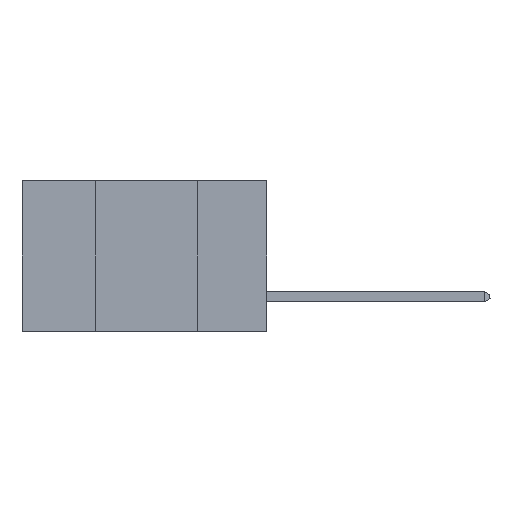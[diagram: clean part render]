
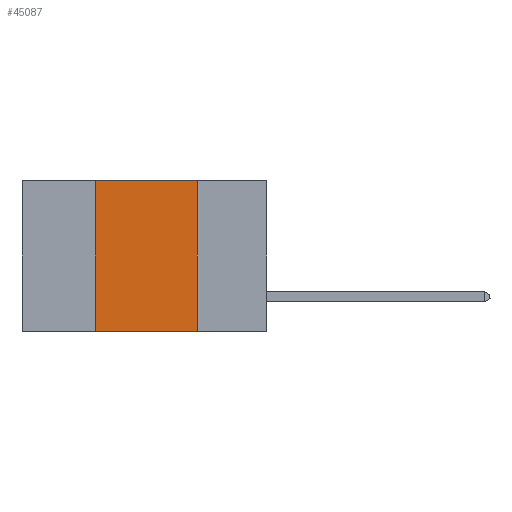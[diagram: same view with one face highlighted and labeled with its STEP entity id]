
A CAD part, left-side view. The second image highlights one B-rep face of the part: STEP entity #45087.
In plain terms, the highlighted planar face has unit normal (-1, 0, 0).
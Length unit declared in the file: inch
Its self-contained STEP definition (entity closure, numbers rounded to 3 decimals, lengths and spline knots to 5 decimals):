
#1653 = CARTESIAN_POINT ( 'NONE',  ( 0., 0.6, 0. ) ) ;
#2505 = ORIENTED_EDGE ( 'NONE', *, *, #15234, .F. ) ;
#2985 = CARTESIAN_POINT ( 'NONE',  ( 0., 0.6, 0. ) ) ;
#3137 = VECTOR ( 'NONE', #22268, 39.37008 ) ;
#6167 = CARTESIAN_POINT ( 'NONE',  ( 0., 0.17, 0. ) ) ;
#6902 = VECTOR ( 'NONE', #47154, 39.37008 ) ;
#8916 = FACE_OUTER_BOUND ( 'NONE', #37561, .T. ) ;
#9243 = PLANE ( 'NONE',  #40579 ) ;
#10241 = CARTESIAN_POINT ( 'NONE',  ( 0., 0.17, -0.37 ) ) ;
#11583 = LINE ( 'NONE', #33448, #3137 ) ;
#13484 = LINE ( 'NONE', #27450, #6902 ) ;
#14436 = DIRECTION ( 'NONE',  ( 0., -1., 0. ) ) ;
#15234 = EDGE_CURVE ( 'NONE', #39165, #18417, #11583, .T. ) ;
#15708 = ORIENTED_EDGE ( 'NONE', *, *, #34811, .F. ) ;
#17623 = VECTOR ( 'NONE', #38224, 39.37008 ) ;
#18417 = VERTEX_POINT ( 'NONE', #10241 ) ;
#18468 = CARTESIAN_POINT ( 'NONE',  ( 0., 0.42, 0. ) ) ;
#19514 = CARTESIAN_POINT ( 'NONE',  ( 0., 0.42, 0. ) ) ;
#22268 = DIRECTION ( 'NONE',  ( 0., 0., -1. ) ) ;
#27450 = CARTESIAN_POINT ( 'NONE',  ( 0., 0.6, -0.37 ) ) ;
#30975 = LINE ( 'NONE', #2985, #39883 ) ;
#33155 = EDGE_CURVE ( 'NONE', #47583, #39165, #30975, .T. ) ;
#33252 = CARTESIAN_POINT ( 'NONE',  ( 0., 0.42, -0.37 ) ) ;
#33448 = CARTESIAN_POINT ( 'NONE',  ( 0., 0.17, 0. ) ) ;
#34261 = EDGE_CURVE ( 'NONE', #39072, #18417, #13484, .T. ) ;
#34811 = EDGE_CURVE ( 'NONE', #39072, #47583, #46372, .T. ) ;
#36149 = DIRECTION ( 'NONE',  ( 1., 0., 0. ) ) ;
#37561 = EDGE_LOOP ( 'NONE', ( #2505, #48050, #15708, #46187 ) ) ;
#38224 = DIRECTION ( 'NONE',  ( 0., 0., 1. ) ) ;
#39072 = VERTEX_POINT ( 'NONE', #33252 ) ;
#39165 = VERTEX_POINT ( 'NONE', #6167 ) ;
#39883 = VECTOR ( 'NONE', #14436, 39.37008 ) ;
#40032 = DIRECTION ( 'NONE',  ( 0., 0., -1. ) ) ;
#40579 = AXIS2_PLACEMENT_3D ( 'NONE', #1653, #36149, #40032 ) ;
#45087 = ADVANCED_FACE ( 'NONE', ( #8916 ), #9243, .F. ) ;
#46187 = ORIENTED_EDGE ( 'NONE', *, *, #34261, .T. ) ;
#46372 = LINE ( 'NONE', #19514, #17623 ) ;
#47154 = DIRECTION ( 'NONE',  ( 0., -1., 0. ) ) ;
#47583 = VERTEX_POINT ( 'NONE', #18468 ) ;
#48050 = ORIENTED_EDGE ( 'NONE', *, *, #33155, .F. ) ;
